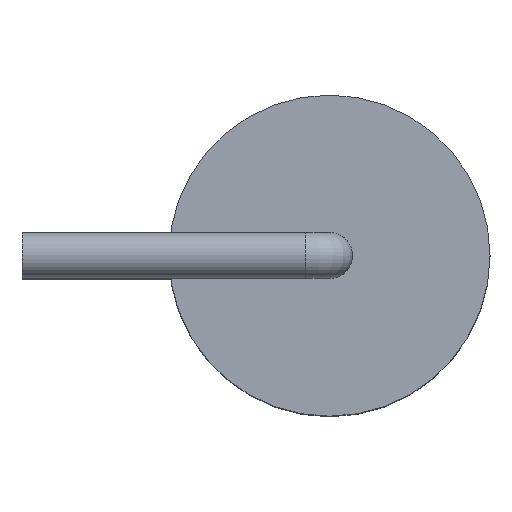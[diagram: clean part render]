
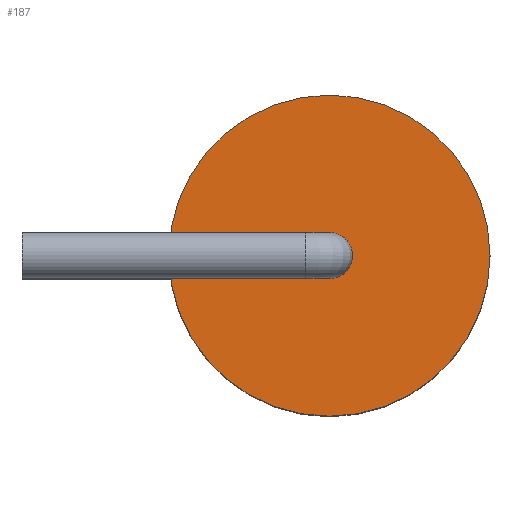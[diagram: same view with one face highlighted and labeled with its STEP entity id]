
A CAD part, top view. The second image highlights one B-rep face of the part: STEP entity #187.
In plain terms, the highlighted planar face has unit normal (0, 0, 1).
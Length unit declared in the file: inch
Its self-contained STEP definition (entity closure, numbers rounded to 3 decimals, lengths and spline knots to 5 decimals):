
#17=FACE_BOUND('',#60,.T.);
#45=FACE_OUTER_BOUND('',#59,.T.);
#59=EDGE_LOOP('',(#136));
#60=EDGE_LOOP('',(#137));
#74=CIRCLE('',#223,0.175);
#75=CIRCLE('',#225,0.025);
#92=VERTEX_POINT('',#329);
#93=VERTEX_POINT('',#333);
#108=EDGE_CURVE('',#92,#92,#74,.T.);
#110=EDGE_CURVE('',#93,#93,#75,.T.);
#136=ORIENTED_EDGE('',*,*,#108,.T.);
#137=ORIENTED_EDGE('',*,*,#110,.T.);
#180=PLANE('',#224);
#187=ADVANCED_FACE('',(#45,#17),#180,.T.);
#223=AXIS2_PLACEMENT_3D('',#330,#260,#261);
#224=AXIS2_PLACEMENT_3D('',#332,#263,#264);
#225=AXIS2_PLACEMENT_3D('',#334,#265,#266);
#260=DIRECTION('center_axis',(0.,0.,1.));
#261=DIRECTION('ref_axis',(-1.,0.,0.));
#263=DIRECTION('center_axis',(0.,0.,1.));
#264=DIRECTION('ref_axis',(1.,0.,0.));
#265=DIRECTION('center_axis',(0.,0.,-1.));
#266=DIRECTION('ref_axis',(-1.,0.,0.));
#329=CARTESIAN_POINT('',(0.175,0.,0.175));
#330=CARTESIAN_POINT('Origin',(0.,0.,0.175));
#332=CARTESIAN_POINT('Origin',(0.,0.,0.175));
#333=CARTESIAN_POINT('',(0.025,0.,0.175));
#334=CARTESIAN_POINT('Origin',(0.,0.,0.175));
